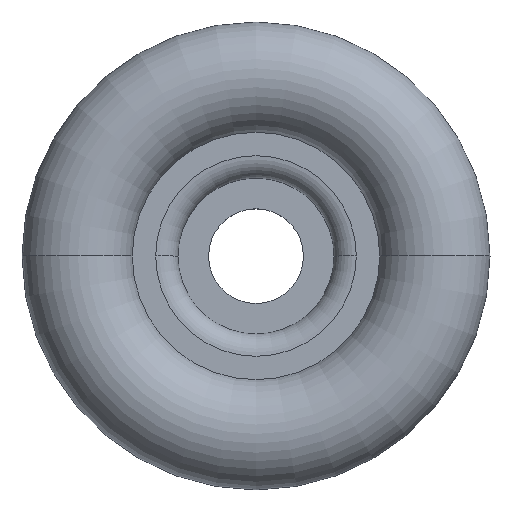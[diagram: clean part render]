
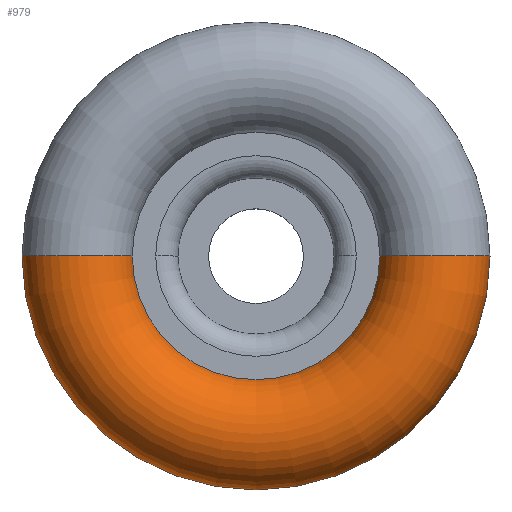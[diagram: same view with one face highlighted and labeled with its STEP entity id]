
A CAD part, top view. The second image highlights one B-rep face of the part: STEP entity #979.
In plain terms, the highlighted toroidal (fillet/blend) face has major radius 16 mm and minor radius 5 mm.
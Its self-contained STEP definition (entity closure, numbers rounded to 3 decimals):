
#8 = CARTESIAN_POINT ( 'NONE',  ( -11.101, 0., -4. ) ) ;
#54 = EDGE_CURVE ( 'NONE', #1074, #465, #260, .T. ) ;
#72 = FACE_OUTER_BOUND ( 'NONE', #1029, .T. ) ;
#139 = EDGE_CURVE ( 'NONE', #701, #465, #275, .T. ) ;
#146 = DIRECTION ( 'NONE',  ( 0., 0., 1. ) ) ;
#147 = AXIS2_PLACEMENT_3D ( 'NONE', #426, #348, #750 ) ;
#168 = CIRCLE ( 'NONE', #147, 18.003 ) ;
#177 = EDGE_CURVE ( 'NONE', #1044, #1074, #235, .T. ) ;
#201 = CARTESIAN_POINT ( 'NONE',  ( 18.003, 0., -9.581 ) ) ;
#235 = CIRCLE ( 'NONE', #695, 5. ) ;
#260 = CIRCLE ( 'NONE', #679, 11.101 ) ;
#275 = CIRCLE ( 'NONE', #638, 5. ) ;
#305 = DIRECTION ( 'NONE',  ( 0., -1., 0. ) ) ;
#348 = DIRECTION ( 'NONE',  ( 0., 0., -1. ) ) ;
#407 = CARTESIAN_POINT ( 'NONE',  ( -18.003, 0., -9.581 ) ) ;
#426 = CARTESIAN_POINT ( 'NONE',  ( 0., 0., -9.581 ) ) ;
#427 = EDGE_CURVE ( 'NONE', #701, #1044, #168, .T. ) ;
#431 = CARTESIAN_POINT ( 'NONE',  ( 11.101, 0., -4. ) ) ;
#465 = VERTEX_POINT ( 'NONE', #431 ) ;
#473 = CARTESIAN_POINT ( 'NONE',  ( 0., 0., -5. ) ) ;
#515 = ORIENTED_EDGE ( 'NONE', *, *, #139, .T. ) ;
#526 = ORIENTED_EDGE ( 'NONE', *, *, #427, .F. ) ;
#562 = DIRECTION ( 'NONE',  ( 0., 0., -1. ) ) ;
#564 = DIRECTION ( 'NONE',  ( 1., 0., 0. ) ) ;
#620 = AXIS2_PLACEMENT_3D ( 'NONE', #473, #146, #564 ) ;
#638 = AXIS2_PLACEMENT_3D ( 'NONE', #719, #305, #562 ) ;
#641 = DIRECTION ( 'NONE',  ( -1., 0., 0. ) ) ;
#679 = AXIS2_PLACEMENT_3D ( 'NONE', #783, #872, #708 ) ;
#695 = AXIS2_PLACEMENT_3D ( 'NONE', #972, #1068, #641 ) ;
#701 = VERTEX_POINT ( 'NONE', #201 ) ;
#702 = ORIENTED_EDGE ( 'NONE', *, *, #54, .F. ) ;
#708 = DIRECTION ( 'NONE',  ( -1., 0., 0. ) ) ;
#719 = CARTESIAN_POINT ( 'NONE',  ( 16., 0., -5. ) ) ;
#750 = DIRECTION ( 'NONE',  ( 1., 0., 0. ) ) ;
#782 = ORIENTED_EDGE ( 'NONE', *, *, #177, .F. ) ;
#783 = CARTESIAN_POINT ( 'NONE',  ( 0., 0., -4. ) ) ;
#862 = TOROIDAL_SURFACE ( 'NONE', #620, 16., 5. ) ;
#872 = DIRECTION ( 'NONE',  ( 0., 0., 1. ) ) ;
#972 = CARTESIAN_POINT ( 'NONE',  ( -16., 0., -5. ) ) ;
#979 = ADVANCED_FACE ( 'NONE', ( #72 ), #862, .T. ) ;
#1029 = EDGE_LOOP ( 'NONE', ( #782, #526, #515, #702 ) ) ;
#1044 = VERTEX_POINT ( 'NONE', #407 ) ;
#1068 = DIRECTION ( 'NONE',  ( 0., 1., 0. ) ) ;
#1074 = VERTEX_POINT ( 'NONE', #8 ) ;
